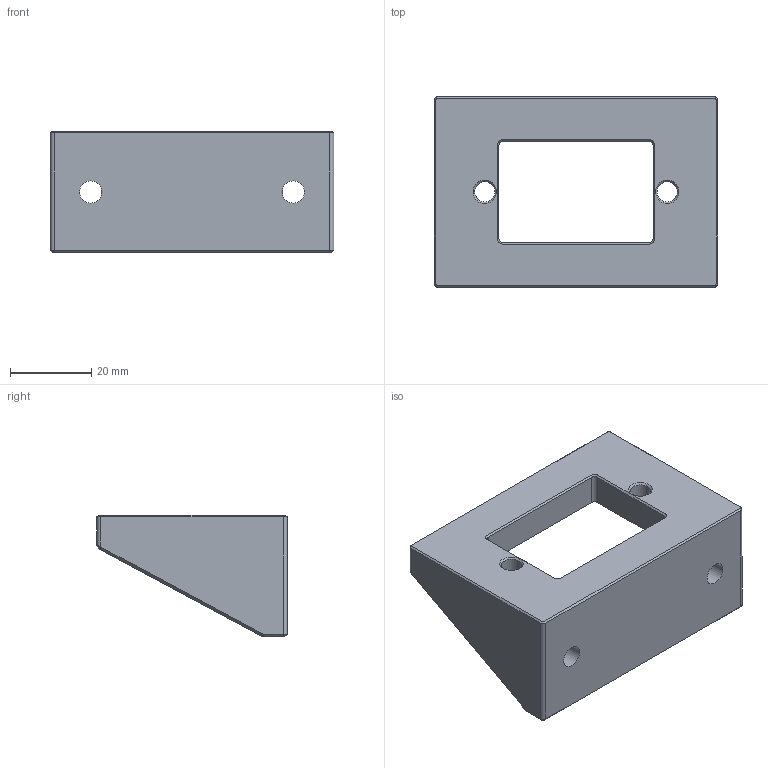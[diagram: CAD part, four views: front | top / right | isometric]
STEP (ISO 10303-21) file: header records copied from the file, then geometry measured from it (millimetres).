
FILE_DESCRIPTION(/* description */ (''),/* implementation_level */ '2;1');
FILE_NAME(/* name */ 'B-Panel_Hour_Meter-T.stp',/* time_stamp */ '2020-09-12T12:07:58-07:00',/* author */ (''),/* organization */ (''),/* preprocessor_version */ 'ST-DEVELOPER v18.1',/* originating_system */ 'Autodesk Translation Framework v9.3.0.1241',/* authorisation */ '');
FILE_SCHEMA (('AUTOMOTIVE_DESIGN { 1 0 10303 214 3 1 1 }'));
Length unit declared in the file: millimetre
Products named in the file (1): Hour Meter
Bounding box: 70 x 47 x 30 mm (x, y, z)
Volume: 30861.3 mm3; surface area: 12591.6 mm2
Topology: 1 solids, 1 shells, 61 faces, 149 edges, 90 vertices
Faces by surface type: plane 33, cone 12, cylinder 12, bspline 4
Full cylindrical faces by diameter (mm): 5 x2, 5.5 x2
Entity records: 1893 total; most frequent: CARTESIAN_POINT 409, ORIENTED_EDGE 298, DIRECTION 291, EDGE_CURVE 149, LINE 107, VECTOR 107, AXIS2_PLACEMENT_3D 92, VERTEX_POINT 90
